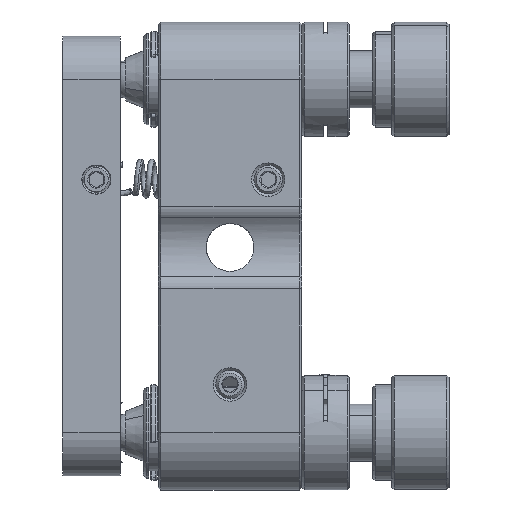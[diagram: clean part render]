
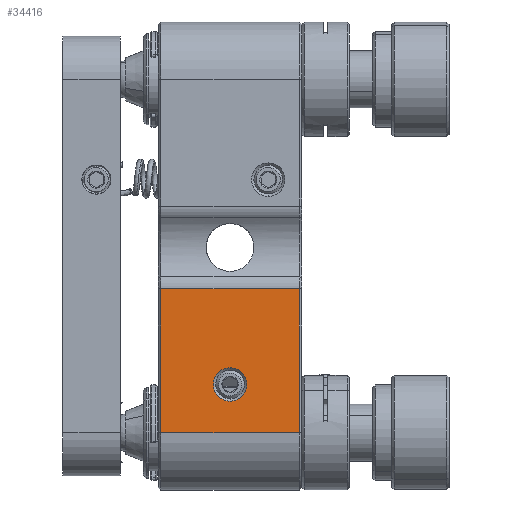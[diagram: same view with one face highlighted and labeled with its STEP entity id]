
A CAD part, front view. The second image highlights one B-rep face of the part: STEP entity #34416.
In plain terms, the highlighted planar face has unit normal (0, -1, 0).
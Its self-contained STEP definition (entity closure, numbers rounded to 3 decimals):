
#1533 = VERTEX_POINT ( 'NONE', #10758 ) ;
#2172 = LINE ( 'NONE', #14977, #9707 ) ;
#2592 = DIRECTION ( 'NONE',  ( -1., 0., 0. ) ) ;
#3776 = CARTESIAN_POINT ( 'NONE',  ( -7.25, -24.5, 24.5 ) ) ;
#6598 = DIRECTION ( 'NONE',  ( 0., 1., 0. ) ) ;
#6917 = CARTESIAN_POINT ( 'NONE',  ( 0., -24.5, -13.45 ) ) ;
#8443 = VERTEX_POINT ( 'NONE', #14252 ) ;
#8468 = LINE ( 'NONE', #34075, #29585 ) ;
#8624 = CARTESIAN_POINT ( 'NONE',  ( 7.25, -24.5, -3.43 ) ) ;
#9707 = VECTOR ( 'NONE', #2592, 1000. ) ;
#10316 = DIRECTION ( 'NONE',  ( 0., -1., 0. ) ) ;
#10758 = CARTESIAN_POINT ( 'NONE',  ( 0., -24.5, -15.2 ) ) ;
#13894 = VERTEX_POINT ( 'NONE', #21040 ) ;
#14252 = CARTESIAN_POINT ( 'NONE',  ( -7.25, -24.5, -3.43 ) ) ;
#14270 = ORIENTED_EDGE ( 'NONE', *, *, #17947, .T. ) ;
#14337 = DIRECTION ( 'NONE',  ( 1., 0., 0. ) ) ;
#14977 = CARTESIAN_POINT ( 'NONE',  ( -7.5, -24.5, -3.43 ) ) ;
#15473 = EDGE_LOOP ( 'NONE', ( #33895, #16529 ) ) ;
#16373 = FACE_OUTER_BOUND ( 'NONE', #20971, .T. ) ;
#16529 = ORIENTED_EDGE ( 'NONE', *, *, #30199, .F. ) ;
#17947 = EDGE_CURVE ( 'NONE', #8443, #31703, #39993, .T. ) ;
#18495 = ORIENTED_EDGE ( 'NONE', *, *, #33410, .T. ) ;
#19611 = CARTESIAN_POINT ( 'NONE',  ( 0., -24.5, -11.7 ) ) ;
#19711 = DIRECTION ( 'NONE',  ( 0., 0., -1. ) ) ;
#20971 = EDGE_LOOP ( 'NONE', ( #27395, #14270, #24400, #18495 ) ) ;
#21040 = CARTESIAN_POINT ( 'NONE',  ( 7.25, -24.5, -18.5 ) ) ;
#21856 = DIRECTION ( 'NONE',  ( 0., 0., 1. ) ) ;
#22101 = AXIS2_PLACEMENT_3D ( 'NONE', #29581, #6598, #36759 ) ;
#23093 = PLANE ( 'NONE',  #22101 ) ;
#23555 = DIRECTION ( 'NONE',  ( 0., 0., -1. ) ) ;
#24400 = ORIENTED_EDGE ( 'NONE', *, *, #42548, .T. ) ;
#24907 = CARTESIAN_POINT ( 'NONE',  ( 7.25, -24.5, -3.43 ) ) ;
#25411 = EDGE_CURVE ( 'NONE', #26035, #8443, #2172, .T. ) ;
#26035 = VERTEX_POINT ( 'NONE', #24907 ) ;
#27224 = EDGE_CURVE ( 'NONE', #1533, #40768, #35881, .T. ) ;
#27395 = ORIENTED_EDGE ( 'NONE', *, *, #25411, .T. ) ;
#29132 = AXIS2_PLACEMENT_3D ( 'NONE', #40026, #10316, #23555 ) ;
#29581 = CARTESIAN_POINT ( 'NONE',  ( 7.5, -24.5, 24.5 ) ) ;
#29585 = VECTOR ( 'NONE', #14337, 1000. ) ;
#30199 = EDGE_CURVE ( 'NONE', #40768, #1533, #36067, .T. ) ;
#31703 = VERTEX_POINT ( 'NONE', #39722 ) ;
#33410 = EDGE_CURVE ( 'NONE', #13894, #26035, #41386, .T. ) ;
#33701 = DIRECTION ( 'NONE',  ( 0., 0., -1. ) ) ;
#33895 = ORIENTED_EDGE ( 'NONE', *, *, #27224, .F. ) ;
#34075 = CARTESIAN_POINT ( 'NONE',  ( 7.5, -24.5, -18.5 ) ) ;
#34416 = ADVANCED_FACE ( 'NONE', ( #35895, #16373 ), #23093, .F. ) ;
#35881 = CIRCLE ( 'NONE', #37954, 1.75 ) ;
#35895 = FACE_BOUND ( 'NONE', #15473, .T. ) ;
#36030 = VECTOR ( 'NONE', #21856, 1000. ) ;
#36067 = CIRCLE ( 'NONE', #29132, 1.75 ) ;
#36073 = VECTOR ( 'NONE', #33701, 1000. ) ;
#36759 = DIRECTION ( 'NONE',  ( 0., 0., 1. ) ) ;
#37954 = AXIS2_PLACEMENT_3D ( 'NONE', #6917, #39237, #19711 ) ;
#39237 = DIRECTION ( 'NONE',  ( 0., -1., 0. ) ) ;
#39722 = CARTESIAN_POINT ( 'NONE',  ( -7.25, -24.5, -18.5 ) ) ;
#39993 = LINE ( 'NONE', #3776, #36073 ) ;
#40026 = CARTESIAN_POINT ( 'NONE',  ( 0., -24.5, -13.45 ) ) ;
#40768 = VERTEX_POINT ( 'NONE', #19611 ) ;
#41386 = LINE ( 'NONE', #8624, #36030 ) ;
#42548 = EDGE_CURVE ( 'NONE', #31703, #13894, #8468, .T. ) ;
